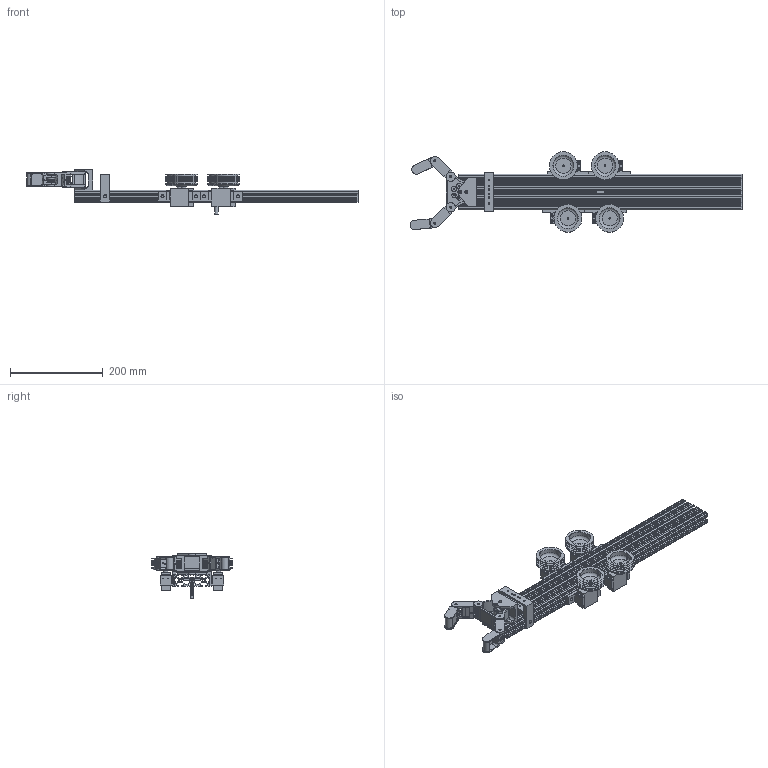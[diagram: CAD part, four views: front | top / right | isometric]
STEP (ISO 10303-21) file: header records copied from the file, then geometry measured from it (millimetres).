
FILE_DESCRIPTION(/* description */ (''),/* implementation_level */ '2;1');
FILE_NAME(/* name */ 'Test Rig v21.step',/* time_stamp */ '2023-12-31T14:49:07-08:00',/* author */ (''),/* organization */ (''),/* preprocessor_version */ 'ST-DEVELOPER v20',/* originating_system */ 'Autodesk Translation Framework v12.14.0.127',/* authorisation */ '');
FILE_SCHEMA (('AUTOMOTIVE_DESIGN { 1 0 10303 214 3 1 1 }'));
Length unit declared in the file: millimetre
Products named in the file (24): Test Rig; 47065T512_T-Slotted Framing; Wrist; PALM; base; link 1; Pully ; Pully _1; Bearing Sleves; bearing; link 2; Pully  (1); Pully  (1)_1; Bearing Sleves (1); bearing (1); Wire 1; support rod; actuator; actuator_1; actuator_2; actuator_3; servo braket; Freetech 35KG Servo (1); Bearing Sleves (2)
Assembly tree (42 placements, depth 4):
  Test Rig
    47065T512_T-Slotted Framing
    Wrist
    PALM
      base
      link 1  x2
      Pully 
        Bearing Sleves
        bearing  x2
      Pully _1
        Bearing Sleves
        bearing  x2
      link 2  x2
      Pully  (1)
        bearing (1)  x2
        Bearing Sleves (1)
      Pully  (1)_1
        bearing (1)  x2
        Bearing Sleves (1)
    Wire 1
    support rod
    actuator
      servo braket
      Freetech 35KG Servo (1)
      Bearing Sleves (2)
    actuator_1
      servo braket
      Freetech 35KG Servo (1)
      Bearing Sleves (2)
    actuator_2
      servo braket
      Freetech 35KG Servo (1)
      Bearing Sleves (2)
    actuator_3
      servo braket
      Freetech 35KG Servo (1)
      Bearing Sleves (2)
Bounding box: 715.06 x 173.2 x 96.7 mm (x, y, z)
Volume: 933443.9 mm3; surface area: 590120.4 mm2
Topology: 33 solids, 33 shells, 996 faces, 2647 edges, 1762 vertices
Faces by surface type: plane 532, cylinder 412, cone 24, bspline 24, torus 4
Full cylindrical faces by diameter (mm): 2.4 x16, 2.529 x24, 3 x12, 3.2 x4, 3.4 x4, 4 x8, 4.5 x32, 5.207 x3, 5.89 x4, 6.5 x4, 6.756 x12, 8 x1, 9.2 x2, 11 x4, 11.2 x2, 13 x8, 13.1 x4, 15.5 x12, 17 x16, 33 x1, 45 x4, 50 x16, 60 x20
Entity records: 20336 total; most frequent: CARTESIAN_POINT 4335, DIRECTION 3289, ORIENTED_EDGE 3152, EDGE_CURVE 1576, AXIS2_PLACEMENT_3D 1155, VERTEX_POINT 1055, LINE 979, VECTOR 979
